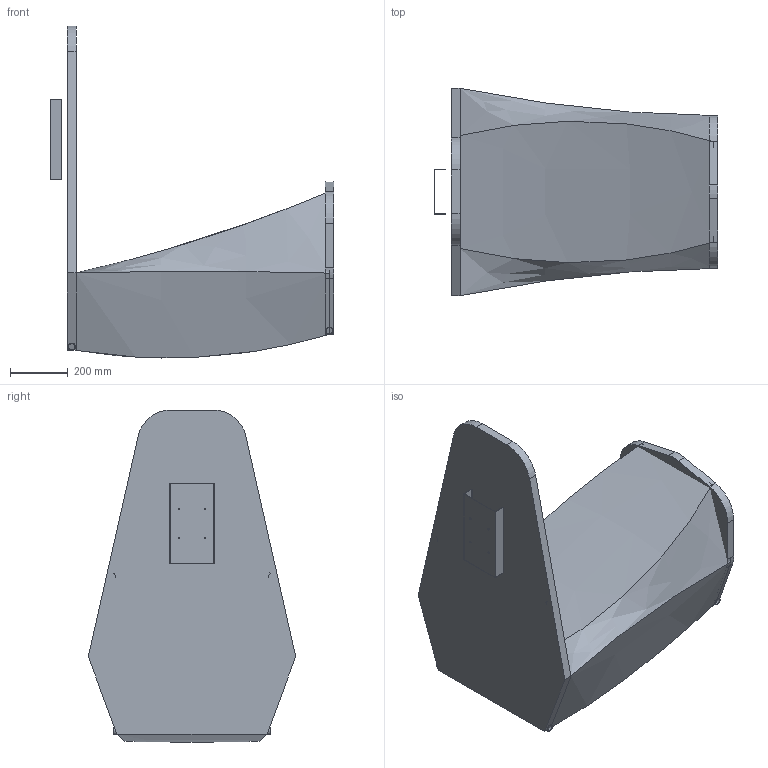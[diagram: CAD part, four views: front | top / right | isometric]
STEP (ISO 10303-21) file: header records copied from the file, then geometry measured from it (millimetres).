
FILE_DESCRIPTION(/* description */ (''),/* implementation_level */ '2;1');
FILE_NAME(/* name */ 'LowBody.stp',/* time_stamp */ '2018-02-18T13:50:45+09:00',/* author */ ('ku_sk'),/* organization */ (''),/* preprocessor_version */ 'ST-DEVELOPER v17',/* originating_system */ 'Autodesk Inventor 2018',/* authorisation */ '');
FILE_SCHEMA (('AUTOMOTIVE_DESIGN { 1 0 10303 214 3 1 1 }'));
Length unit declared in the file: millimetre
Products named in the file (1): LowBody
Bounding box: 984.7 x 720.31 x 1153.26 mm (x, y, z)
Volume: 207148168.2 mm3; surface area: 3888402.8 mm2
Topology: 6 solids, 6 shells, 59 faces, 153 edges, 104 vertices
Faces by surface type: plane 32, cylinder 21, bspline 6
Full cylindrical faces by diameter (mm): 6 x4, 22.2 x2, 24 x1, 25.4 x2, 28.6 x1
Entity records: 2126 total; most frequent: CARTESIAN_POINT 613, ORIENTED_EDGE 306, DIRECTION 286, EDGE_CURVE 153, VERTEX_POINT 104, AXIS2_PLACEMENT_3D 100, LINE 86, VECTOR 86
